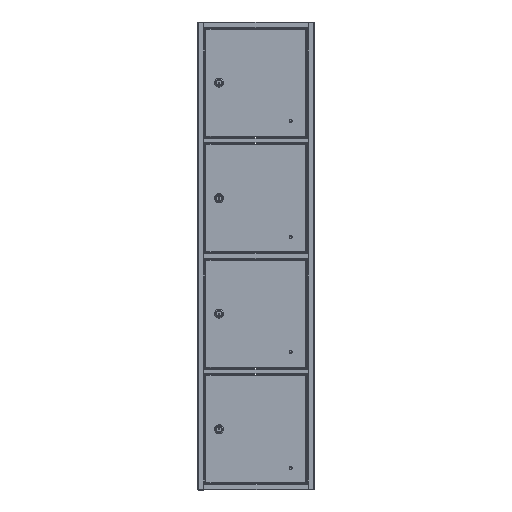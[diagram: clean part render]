
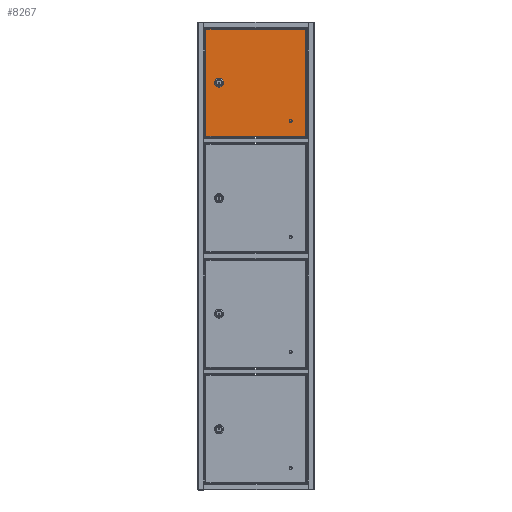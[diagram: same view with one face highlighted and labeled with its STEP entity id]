
A CAD part, top view. The second image highlights one B-rep face of the part: STEP entity #8267.
In plain terms, the highlighted planar face has unit normal (0, 0, 1).
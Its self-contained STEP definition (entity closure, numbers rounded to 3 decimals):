
#1079 = DIRECTION ( 'NONE',  ( 0., 1., 0. ) ) ;
#1167 = VECTOR ( 'NONE', #1079, 1000. ) ;
#1333 = DIRECTION ( 'NONE',  ( 0., -1., 0. ) ) ;
#2179 = PLANE ( 'NONE',  #6045 ) ;
#3049 = CARTESIAN_POINT ( 'NONE',  ( 218.7, 40., 0. ) ) ;
#3555 = AXIS2_PLACEMENT_3D ( 'NONE', #22668, #28547, #25696 ) ;
#3928 = LINE ( 'NONE', #25630, #1167 ) ;
#4183 = CARTESIAN_POINT ( 'NONE',  ( 26.5, 142.474, 0. ) ) ;
#4196 = VECTOR ( 'NONE', #15984, 1000. ) ;
#4271 = CARTESIAN_POINT ( 'NONE',  ( 26.5, 142.474, 0. ) ) ;
#5192 = FACE_BOUND ( 'NONE', #9032, .T. ) ;
#5355 = CARTESIAN_POINT ( 'NONE',  ( 0., 0., 0. ) ) ;
#5728 = DIRECTION ( 'NONE',  ( 0., 0., -1. ) ) ;
#5861 = DIRECTION ( 'NONE',  ( 0., 0., 1. ) ) ;
#6045 = AXIS2_PLACEMENT_3D ( 'NONE', #5355, #16033, #13557 ) ;
#6256 = DIRECTION ( 'NONE',  ( 1., 0., 0. ) ) ;
#6497 = LINE ( 'NONE', #4183, #17613 ) ;
#6521 = ORIENTED_EDGE ( 'NONE', *, *, #17224, .T. ) ;
#7166 = VERTEX_POINT ( 'NONE', #23686 ) ;
#8267 = ADVANCED_FACE ( 'NONE', ( #18696, #5192, #18353 ), #2179, .F. ) ;
#8631 = VERTEX_POINT ( 'NONE', #4271 ) ;
#8684 = CARTESIAN_POINT ( 'NONE',  ( 257.1, 276.05, 0. ) ) ;
#9032 = EDGE_LOOP ( 'NONE', ( #23903, #28149, #12453, #14923 ) ) ;
#9601 = CARTESIAN_POINT ( 'NONE',  ( 218.7, 40., 0. ) ) ;
#9668 = EDGE_CURVE ( 'NONE', #16173, #24241, #15669, .T. ) ;
#9959 = DIRECTION ( 'NONE',  ( 0., 0., -1. ) ) ;
#10552 = AXIS2_PLACEMENT_3D ( 'NONE', #16536, #5861, #14058 ) ;
#10760 = EDGE_CURVE ( 'NONE', #24241, #32477, #12128, .T. ) ;
#10778 = VECTOR ( 'NONE', #6256, 1000. ) ;
#11135 = ORIENTED_EDGE ( 'NONE', *, *, #27971, .T. ) ;
#12126 = DIRECTION ( 'NONE',  ( 0., -1., 0. ) ) ;
#12128 = LINE ( 'NONE', #25450, #10778 ) ;
#12307 = CARTESIAN_POINT ( 'NONE',  ( 1.6, 276.873, 0. ) ) ;
#12388 = VERTEX_POINT ( 'NONE', #22217 ) ;
#12453 = ORIENTED_EDGE ( 'NONE', *, *, #23621, .F. ) ;
#13310 = LINE ( 'NONE', #24141, #13885 ) ;
#13557 = DIRECTION ( 'NONE',  ( -1., 0., 0. ) ) ;
#13795 = CARTESIAN_POINT ( 'NONE',  ( 1.6, 1.6, 0. ) ) ;
#13885 = VECTOR ( 'NONE', #21480, 1000. ) ;
#14058 = DIRECTION ( 'NONE',  ( 1., 0., 0. ) ) ;
#14251 = CARTESIAN_POINT ( 'NONE',  ( 218.2, 40., 0. ) ) ;
#14923 = ORIENTED_EDGE ( 'NONE', *, *, #18023, .F. ) ;
#15616 = ORIENTED_EDGE ( 'NONE', *, *, #30793, .T. ) ;
#15669 = LINE ( 'NONE', #12307, #28984 ) ;
#15984 = DIRECTION ( 'NONE',  ( -1., 0., 0. ) ) ;
#16033 = DIRECTION ( 'NONE',  ( 0., 0., -1. ) ) ;
#16173 = VERTEX_POINT ( 'NONE', #20079 ) ;
#16536 = CARTESIAN_POINT ( 'NONE',  ( 35., 138.825, 0. ) ) ;
#17224 = EDGE_CURVE ( 'NONE', #19543, #19908, #17705, .T. ) ;
#17613 = VECTOR ( 'NONE', #1333, 1000. ) ;
#17705 = CIRCLE ( 'NONE', #23962, 0.5 ) ;
#18023 = EDGE_CURVE ( 'NONE', #22126, #7166, #34267, .T. ) ;
#18353 = FACE_OUTER_BOUND ( 'NONE', #21151, .T. ) ;
#18696 = FACE_BOUND ( 'NONE', #23511, .T. ) ;
#18832 = VERTEX_POINT ( 'NONE', #8684 ) ;
#19503 = CARTESIAN_POINT ( 'NONE',  ( 257.1, 1.6, 0. ) ) ;
#19505 = LINE ( 'NONE', #30383, #4196 ) ;
#19543 = VERTEX_POINT ( 'NONE', #30137 ) ;
#19908 = VERTEX_POINT ( 'NONE', #14251 ) ;
#20079 = CARTESIAN_POINT ( 'NONE',  ( 1.6, 276.05, 0. ) ) ;
#21151 = EDGE_LOOP ( 'NONE', ( #25035, #11135, #15616, #22185 ) ) ;
#21480 = DIRECTION ( 'NONE',  ( 0., 1., 0. ) ) ;
#22126 = VERTEX_POINT ( 'NONE', #25231 ) ;
#22185 = ORIENTED_EDGE ( 'NONE', *, *, #9668, .T. ) ;
#22217 = CARTESIAN_POINT ( 'NONE',  ( 43.5, 142.474, 0. ) ) ;
#22668 = CARTESIAN_POINT ( 'NONE',  ( 35., 138.825, 0. ) ) ;
#23511 = EDGE_LOOP ( 'NONE', ( #28353, #6521 ) ) ;
#23521 = EDGE_CURVE ( 'NONE', #19908, #19543, #25595, .T. ) ;
#23621 = EDGE_CURVE ( 'NONE', #7166, #12388, #3928, .T. ) ;
#23686 = CARTESIAN_POINT ( 'NONE',  ( 43.5, 135.176, 0. ) ) ;
#23903 = ORIENTED_EDGE ( 'NONE', *, *, #25003, .F. ) ;
#23962 = AXIS2_PLACEMENT_3D ( 'NONE', #9601, #9959, #31310 ) ;
#24141 = CARTESIAN_POINT ( 'NONE',  ( 257.1, 0.777, 0. ) ) ;
#24241 = VERTEX_POINT ( 'NONE', #13795 ) ;
#25003 = EDGE_CURVE ( 'NONE', #8631, #22126, #6497, .T. ) ;
#25035 = ORIENTED_EDGE ( 'NONE', *, *, #10760, .T. ) ;
#25231 = CARTESIAN_POINT ( 'NONE',  ( 26.5, 135.176, 0. ) ) ;
#25450 = CARTESIAN_POINT ( 'NONE',  ( 0.777, 1.6, 0. ) ) ;
#25595 = CIRCLE ( 'NONE', #31279, 0.5 ) ;
#25630 = CARTESIAN_POINT ( 'NONE',  ( 43.5, 142.474, 0. ) ) ;
#25696 = DIRECTION ( 'NONE',  ( 1., 0., 0. ) ) ;
#25873 = CIRCLE ( 'NONE', #10552, 9.25 ) ;
#27971 = EDGE_CURVE ( 'NONE', #32477, #18832, #13310, .T. ) ;
#28149 = ORIENTED_EDGE ( 'NONE', *, *, #29233, .F. ) ;
#28353 = ORIENTED_EDGE ( 'NONE', *, *, #23521, .T. ) ;
#28547 = DIRECTION ( 'NONE',  ( 0., 0., 1. ) ) ;
#28984 = VECTOR ( 'NONE', #12126, 1000. ) ;
#29233 = EDGE_CURVE ( 'NONE', #12388, #8631, #25873, .T. ) ;
#29757 = DIRECTION ( 'NONE',  ( -1., 0., 0. ) ) ;
#30137 = CARTESIAN_POINT ( 'NONE',  ( 219.2, 40., 0. ) ) ;
#30383 = CARTESIAN_POINT ( 'NONE',  ( 257.923, 276.05, 0. ) ) ;
#30793 = EDGE_CURVE ( 'NONE', #18832, #16173, #19505, .T. ) ;
#31279 = AXIS2_PLACEMENT_3D ( 'NONE', #3049, #5728, #29757 ) ;
#31310 = DIRECTION ( 'NONE',  ( -1., 0., 0. ) ) ;
#32477 = VERTEX_POINT ( 'NONE', #19503 ) ;
#34267 = CIRCLE ( 'NONE', #3555, 9.25 ) ;
